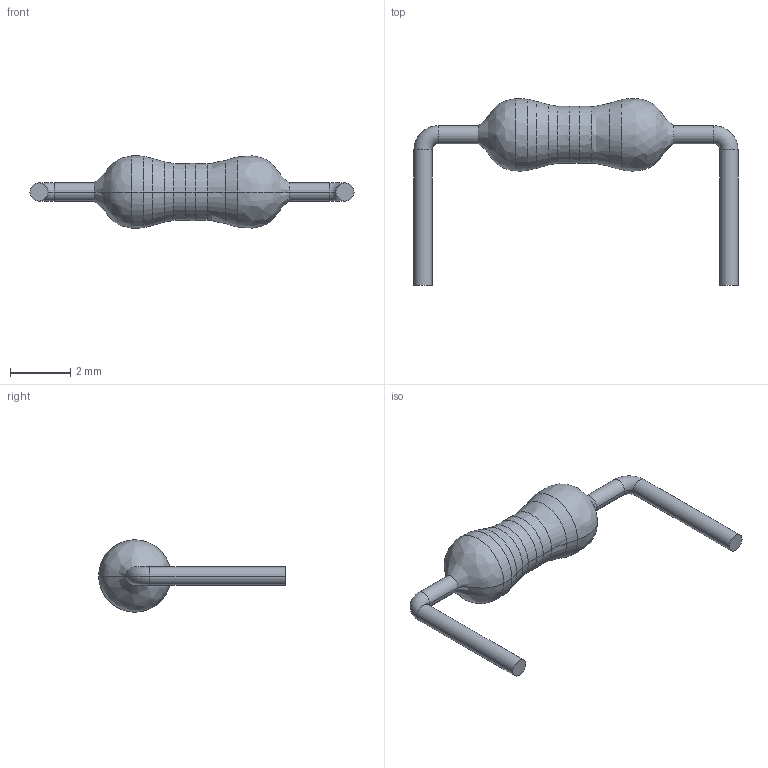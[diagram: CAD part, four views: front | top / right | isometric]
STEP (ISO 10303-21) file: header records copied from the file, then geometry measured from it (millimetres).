
FILE_DESCRIPTION (( 'STEP AP214' ), '1' );
FILE_NAME ('User Library-R-Axial-0.25W-10.16.STEP', '2018-10-20T12:38:54', ( '' ), ( '' ), 'SwSTEP 2.0', 'SolidWorks 2018', '' );
FILE_SCHEMA (( 'AUTOMOTIVE_DESIGN' ));
Length unit declared in the file: millimetre
Products named in the file (1): User Library-R-Axial-0.25W-10.16
Bounding box: 10.76 x 6.2 x 2.41 mm (x, y, z)
Volume: 24.3 mm3; surface area: 69 mm2
Topology: 1 solids, 1 shells, 36 faces, 70 edges, 36 vertices
Faces by surface type: bspline 22, cylinder 8, torus 4, plane 2
Entity records: 1650 total; most frequent: CARTESIAN_POINT 619, ORIENTED_EDGE 140, DIRECTION 118, EDGE_CURVE 70, AXIS2_PLACEMENT_3D 55, CIRCLE 40, UNCERTAINTY_MEASURE_WITH_UNIT 37, MECHANICAL_DESIGN_GEOMETRIC_PRESENTATION_REPRESENTATION 36
